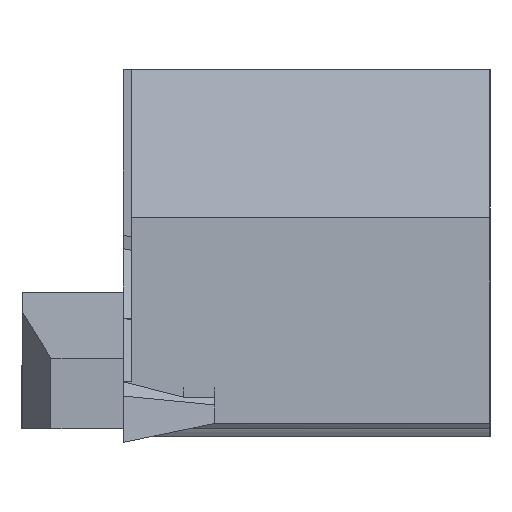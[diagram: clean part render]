
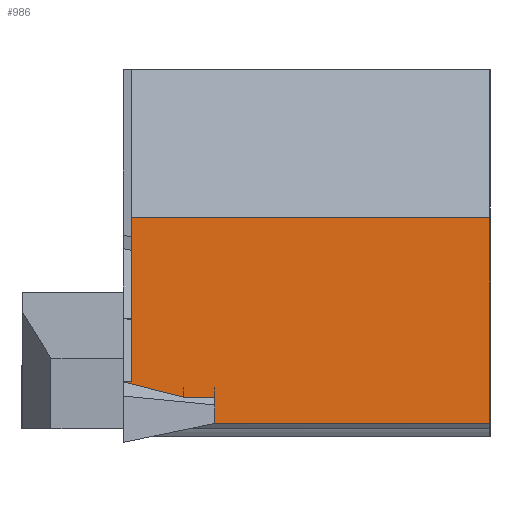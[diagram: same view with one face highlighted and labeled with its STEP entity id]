
A CAD part, left-side view. The second image highlights one B-rep face of the part: STEP entity #986.
In plain terms, the highlighted planar face has unit normal (-1, 0, 0.018).
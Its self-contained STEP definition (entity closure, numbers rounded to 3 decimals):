
#2 = VECTOR ( 'NONE', #548, 1000. ) ;
#6 = LINE ( 'NONE', #1765, #1652 ) ;
#11 = EDGE_CURVE ( 'NONE', #947, #76, #946, .T. ) ;
#76 = VERTEX_POINT ( 'NONE', #1329 ) ;
#172 = VERTEX_POINT ( 'NONE', #1955 ) ;
#182 = VECTOR ( 'NONE', #1845, 1000. ) ;
#199 = ORIENTED_EDGE ( 'NONE', *, *, #223, .T. ) ;
#201 = CARTESIAN_POINT ( 'NONE',  ( 0.655, -0.3, -23.509 ) ) ;
#223 = EDGE_CURVE ( 'NONE', #1117, #287, #428, .T. ) ;
#237 = CARTESIAN_POINT ( 'NONE',  ( 0.63, 129.624, -24.948 ) ) ;
#273 = ORIENTED_EDGE ( 'NONE', *, *, #1980, .F. ) ;
#285 = VECTOR ( 'NONE', #1009, 1000. ) ;
#287 = VERTEX_POINT ( 'NONE', #1069 ) ;
#349 = CARTESIAN_POINT ( 'NONE',  ( 0.754, 129.624, -17.827 ) ) ;
#415 = VERTEX_POINT ( 'NONE', #1744 ) ;
#428 = LINE ( 'NONE', #1051, #2 ) ;
#483 = CARTESIAN_POINT ( 'NONE',  ( 0.622, -12.7, -25.411 ) ) ;
#518 = VECTOR ( 'NONE', #1197, 1000. ) ;
#529 = VECTOR ( 'NONE', #1478, 1000. ) ;
#548 = DIRECTION ( 'NONE',  ( 0., -1., 0. ) ) ;
#617 = LINE ( 'NONE', #1206, #182 ) ;
#621 = DIRECTION ( 'NONE',  ( 1., 0., -0.017 ) ) ;
#697 = EDGE_CURVE ( 'NONE', #1614, #1117, #6, .T. ) ;
#704 = LINE ( 'NONE', #841, #285 ) ;
#759 = VECTOR ( 'NONE', #1962, 1000. ) ;
#798 = CARTESIAN_POINT ( 'NONE',  ( 0.646, -2.099, -24.034 ) ) ;
#802 = LINE ( 'NONE', #201, #759 ) ;
#832 = FACE_OUTER_BOUND ( 'NONE', #1626, .T. ) ;
#841 = CARTESIAN_POINT ( 'NONE',  ( 0.735, -3.18, -18.905 ) ) ;
#864 = EDGE_CURVE ( 'NONE', #172, #1015, #617, .T. ) ;
#908 = LINE ( 'NONE', #349, #529 ) ;
#946 = LINE ( 'NONE', #237, #518 ) ;
#947 = VERTEX_POINT ( 'NONE', #1566 ) ;
#986 = ADVANCED_FACE ( 'NONE', ( #832 ), #1413, .F. ) ;
#1009 = DIRECTION ( 'NONE',  ( 0.017, 0., 1. ) ) ;
#1015 = VERTEX_POINT ( 'NONE', #1748 ) ;
#1020 = CARTESIAN_POINT ( 'NONE',  ( 0.754, -12.7, -17.827 ) ) ;
#1051 = CARTESIAN_POINT ( 'NONE',  ( 0.646, -3.18, -24.034 ) ) ;
#1058 = EDGE_CURVE ( 'NONE', #1709, #76, #1957, .T. ) ;
#1060 = CARTESIAN_POINT ( 'NONE',  ( 0.655, 0., -23.509 ) ) ;
#1069 = CARTESIAN_POINT ( 'NONE',  ( 0.646, -3.18, -24.034 ) ) ;
#1071 = ORIENTED_EDGE ( 'NONE', *, *, #1456, .F. ) ;
#1080 = CARTESIAN_POINT ( 'NONE',  ( 0.735, -3.18, -18.905 ) ) ;
#1089 = DIRECTION ( 'NONE',  ( 0.017, 0., 1. ) ) ;
#1117 = VERTEX_POINT ( 'NONE', #798 ) ;
#1119 = AXIS2_PLACEMENT_3D ( 'NONE', #1579, #621, #1731 ) ;
#1181 = ORIENTED_EDGE ( 'NONE', *, *, #1058, .F. ) ;
#1197 = DIRECTION ( 'NONE',  ( 0., -1., 0. ) ) ;
#1206 = CARTESIAN_POINT ( 'NONE',  ( 0.843, -0.3, -12.7 ) ) ;
#1291 = ORIENTED_EDGE ( 'NONE', *, *, #864, .T. ) ;
#1313 = EDGE_CURVE ( 'NONE', #172, #1709, #908, .T. ) ;
#1322 = ORIENTED_EDGE ( 'NONE', *, *, #1426, .T. ) ;
#1329 = CARTESIAN_POINT ( 'NONE',  ( 0.63, -12.7, -24.948 ) ) ;
#1413 = PLANE ( 'NONE',  #1119 ) ;
#1426 = EDGE_CURVE ( 'NONE', #1015, #1614, #802, .T. ) ;
#1434 = LINE ( 'NONE', #1080, #1799 ) ;
#1456 = EDGE_CURVE ( 'NONE', #947, #415, #704, .T. ) ;
#1478 = DIRECTION ( 'NONE',  ( 0., -1., 0. ) ) ;
#1566 = CARTESIAN_POINT ( 'NONE',  ( 0.63, -3.18, -24.948 ) ) ;
#1579 = CARTESIAN_POINT ( 'NONE',  ( 0.754, 129.624, -17.827 ) ) ;
#1599 = DIRECTION ( 'NONE',  ( -0.017, 0., -1. ) ) ;
#1608 = DIRECTION ( 'NONE',  ( -0.004, -0.97, -0.243 ) ) ;
#1614 = VERTEX_POINT ( 'NONE', #1060 ) ;
#1626 = EDGE_LOOP ( 'NONE', ( #1785, #199, #273, #1071, #1776, #1181, #2045, #1291, #1322 ) ) ;
#1652 = VECTOR ( 'NONE', #1608, 1000. ) ;
#1709 = VERTEX_POINT ( 'NONE', #1020 ) ;
#1731 = DIRECTION ( 'NONE',  ( 0.017, 0., 1. ) ) ;
#1744 = CARTESIAN_POINT ( 'NONE',  ( 0.641, -3.18, -24.304 ) ) ;
#1748 = CARTESIAN_POINT ( 'NONE',  ( 0.655, -0.3, -23.509 ) ) ;
#1765 = CARTESIAN_POINT ( 'NONE',  ( 0.66, 1.11, -23.232 ) ) ;
#1776 = ORIENTED_EDGE ( 'NONE', *, *, #11, .T. ) ;
#1785 = ORIENTED_EDGE ( 'NONE', *, *, #697, .T. ) ;
#1799 = VECTOR ( 'NONE', #1089, 1000. ) ;
#1845 = DIRECTION ( 'NONE',  ( -0.017, 0., -1. ) ) ;
#1862 = VECTOR ( 'NONE', #1599, 1000. ) ;
#1955 = CARTESIAN_POINT ( 'NONE',  ( 0.754, -0.3, -17.827 ) ) ;
#1957 = LINE ( 'NONE', #483, #1862 ) ;
#1962 = DIRECTION ( 'NONE',  ( 0., 1., 0. ) ) ;
#1980 = EDGE_CURVE ( 'NONE', #415, #287, #1434, .T. ) ;
#2045 = ORIENTED_EDGE ( 'NONE', *, *, #1313, .F. ) ;
